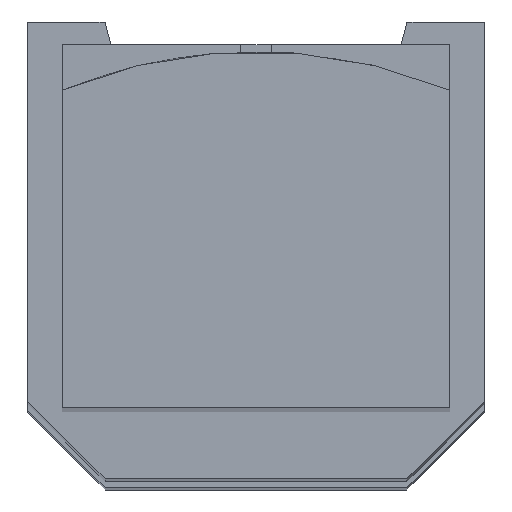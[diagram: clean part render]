
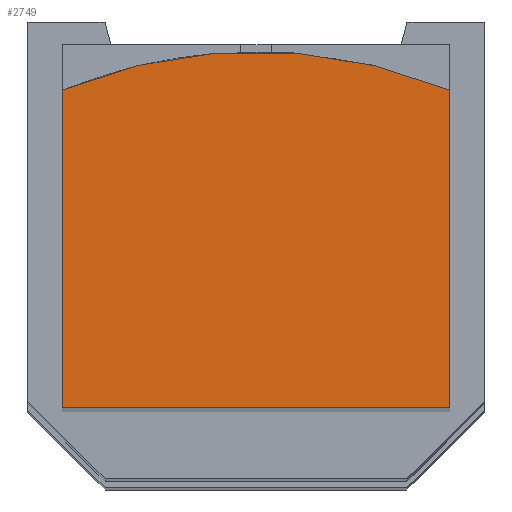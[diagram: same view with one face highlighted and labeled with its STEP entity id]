
A CAD part, top view. The second image highlights one B-rep face of the part: STEP entity #2749.
In plain terms, the highlighted planar face has unit normal (0, 0, 1).
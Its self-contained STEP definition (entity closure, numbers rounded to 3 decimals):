
#987=CARTESIAN_POINT('',(-2.5,-2.1,31.8));
#988=VERTEX_POINT('',#987);
#995=CARTESIAN_POINT('',(-2.5,2.0,31.8));
#996=VERTEX_POINT('',#995);
#997=CARTESIAN_POINT('',(-2.5,-2.1,31.8));
#998=DIRECTION('',(0.0,1.0,0.0));
#999=VECTOR('',#998,4.1);
#1000=LINE('',#997,#999);
#1001=EDGE_CURVE('',#988,#996,#1000,.T.);
#2597=CARTESIAN_POINT('',(2.5,2.0,31.8));
#2598=VERTEX_POINT('',#2597);
#2599=CARTESIAN_POINT('',(0.,-4.,31.8));
#2600=DIRECTION('',(0.0,0.0,-1.0));
#2601=DIRECTION('',(0.385,0.923,0.0));
#2602=AXIS2_PLACEMENT_3D('',#2599,#2600,#2601);
#2603=CIRCLE('',#2602,6.5);
#2604=EDGE_CURVE('',#996,#2598,#2603,.T.);
#2672=CARTESIAN_POINT('',(2.5,-2.1,31.8));
#2673=VERTEX_POINT('',#2672);
#2674=CARTESIAN_POINT('',(2.5,2.,31.8));
#2675=DIRECTION('',(0.0,-1.0,0.0));
#2676=VECTOR('',#2675,4.1);
#2677=LINE('',#2674,#2676);
#2678=EDGE_CURVE('',#2598,#2673,#2677,.T.);
#2706=CARTESIAN_POINT('',(2.5,-2.1,31.8));
#2707=DIRECTION('',(-1.0,0.0,0.0));
#2708=VECTOR('',#2707,5.0);
#2709=LINE('',#2706,#2708);
#2710=EDGE_CURVE('',#2673,#988,#2709,.T.);
#2738=CARTESIAN_POINT('',(0.,0.049,31.8));
#2739=DIRECTION('',(0.0,0.0,1.0));
#2740=DIRECTION('',(1.0,0.0,0.0));
#2741=AXIS2_PLACEMENT_3D('',#2738,#2739,#2740);
#2742=PLANE('',#2741);
#2743=ORIENTED_EDGE('',*,*,#1001,.F.);
#2744=ORIENTED_EDGE('',*,*,#2710,.F.);
#2745=ORIENTED_EDGE('',*,*,#2678,.F.);
#2746=ORIENTED_EDGE('',*,*,#2604,.F.);
#2747=EDGE_LOOP('',(#2743,#2744,#2745,#2746));
#2748=FACE_OUTER_BOUND('',#2747,.T.);
#2749=ADVANCED_FACE('',(#2748),#2742,.T.);
